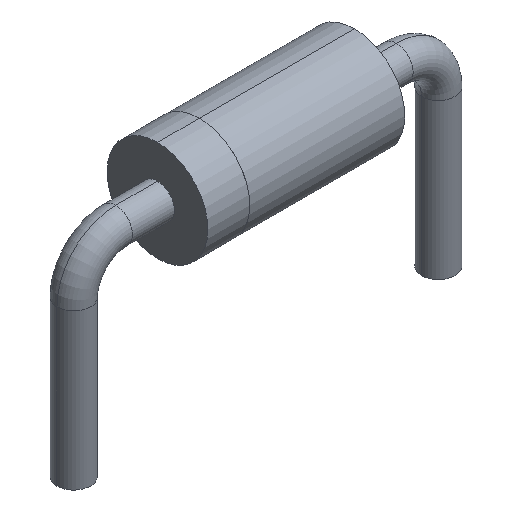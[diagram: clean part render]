
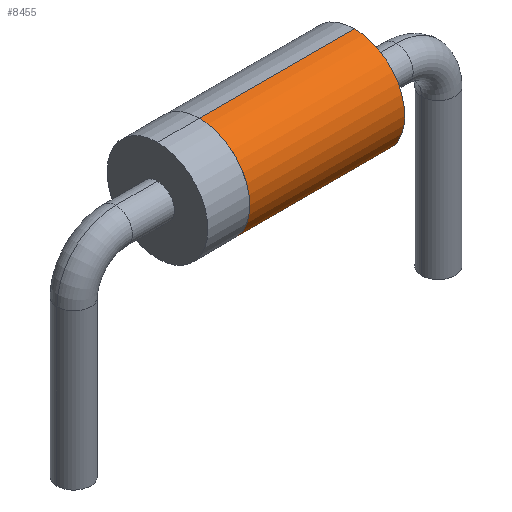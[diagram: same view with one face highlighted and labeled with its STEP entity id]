
A CAD part, isometric view. The second image highlights one B-rep face of the part: STEP entity #8455.
In plain terms, the highlighted cylindrical face has radius 1.2 mm (diameter 2.4 mm), a partial arc.
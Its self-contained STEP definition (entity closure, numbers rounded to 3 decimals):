
#39 = VERTEX_POINT ( 'NONE', #4260 ) ;
#356 = DIRECTION ( 'NONE',  ( 1., 0., 0. ) ) ;
#376 = ORIENTED_EDGE ( 'NONE', *, *, #10249, .F. ) ;
#579 = DIRECTION ( 'NONE',  ( 1., 0., 0. ) ) ;
#1482 = DIRECTION ( 'NONE',  ( 0., 0., -1. ) ) ;
#1554 = CARTESIAN_POINT ( 'NONE',  ( -1.35, 0., 0. ) ) ;
#2173 = DIRECTION ( 'NONE',  ( 0., 0., -1. ) ) ;
#2361 = AXIS2_PLACEMENT_3D ( 'NONE', #7498, #8570, #2173 ) ;
#2493 = CYLINDRICAL_SURFACE ( 'NONE', #7737, 1.2 ) ;
#2569 = CIRCLE ( 'NONE', #2361, 1.2 ) ;
#2790 = CARTESIAN_POINT ( 'NONE',  ( -1.35, 0., 2.4 ) ) ;
#3487 = VECTOR ( 'NONE', #356, 1000. ) ;
#3561 = EDGE_CURVE ( 'NONE', #11801, #39, #9933, .T. ) ;
#3705 = DIRECTION ( 'NONE',  ( 0., 0., 1. ) ) ;
#3890 = EDGE_CURVE ( 'NONE', #7333, #11801, #11609, .T. ) ;
#4260 = CARTESIAN_POINT ( 'NONE',  ( 2.35, 0., 0. ) ) ;
#4387 = EDGE_CURVE ( 'NONE', #7333, #5795, #6799, .T. ) ;
#4471 = CARTESIAN_POINT ( 'NONE',  ( -2.35, 0., 2.4 ) ) ;
#5747 = AXIS2_PLACEMENT_3D ( 'NONE', #10841, #7841, #3705 ) ;
#5786 = CARTESIAN_POINT ( 'NONE',  ( -2.35, 0., 0. ) ) ;
#5795 = VERTEX_POINT ( 'NONE', #9320 ) ;
#6799 = LINE ( 'NONE', #4471, #3487 ) ;
#7333 = VERTEX_POINT ( 'NONE', #2790 ) ;
#7498 = CARTESIAN_POINT ( 'NONE',  ( 2.35, 0., 1.2 ) ) ;
#7720 = ORIENTED_EDGE ( 'NONE', *, *, #3561, .T. ) ;
#7737 = AXIS2_PLACEMENT_3D ( 'NONE', #10802, #9845, #1482 ) ;
#7841 = DIRECTION ( 'NONE',  ( 1., 0., 0. ) ) ;
#8455 = ADVANCED_FACE ( 'NONE', ( #9700 ), #2493, .T. ) ;
#8570 = DIRECTION ( 'NONE',  ( 1., 0., 0. ) ) ;
#9320 = CARTESIAN_POINT ( 'NONE',  ( 2.35, 0., 2.4 ) ) ;
#9638 = VECTOR ( 'NONE', #579, 1000. ) ;
#9700 = FACE_OUTER_BOUND ( 'NONE', #12941, .T. ) ;
#9845 = DIRECTION ( 'NONE',  ( 1., 0., 0. ) ) ;
#9933 = LINE ( 'NONE', #5786, #9638 ) ;
#10249 = EDGE_CURVE ( 'NONE', #5795, #39, #2569, .T. ) ;
#10802 = CARTESIAN_POINT ( 'NONE',  ( -2.35, 0., 1.2 ) ) ;
#10841 = CARTESIAN_POINT ( 'NONE',  ( -1.35, 0., 1.2 ) ) ;
#11609 = CIRCLE ( 'NONE', #5747, 1.2 ) ;
#11801 = VERTEX_POINT ( 'NONE', #1554 ) ;
#12243 = ORIENTED_EDGE ( 'NONE', *, *, #4387, .F. ) ;
#12481 = ORIENTED_EDGE ( 'NONE', *, *, #3890, .T. ) ;
#12941 = EDGE_LOOP ( 'NONE', ( #12243, #12481, #7720, #376 ) ) ;
